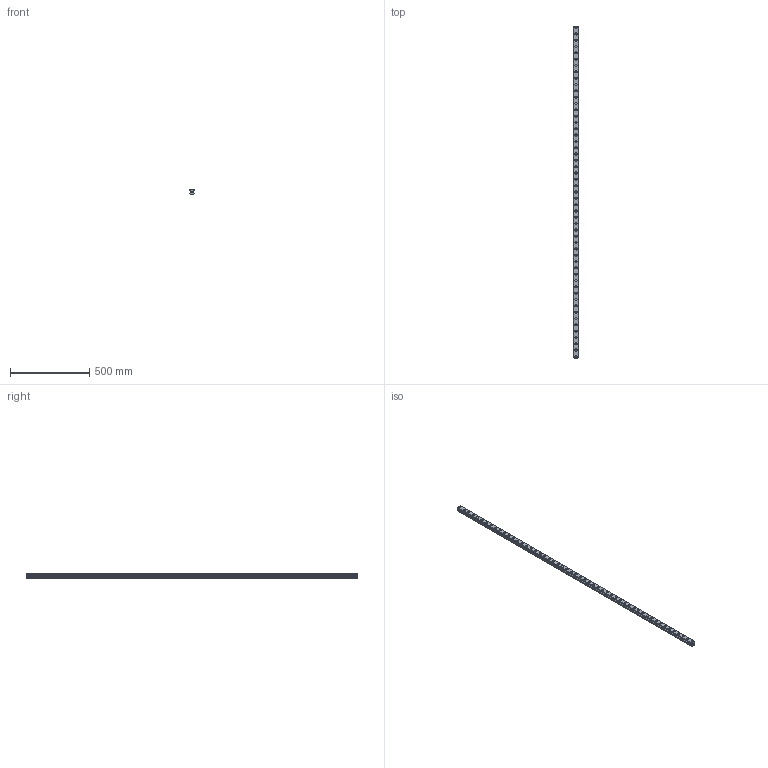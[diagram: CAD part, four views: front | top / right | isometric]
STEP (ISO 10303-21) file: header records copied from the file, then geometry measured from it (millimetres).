
FILE_DESCRIPTION(('STEP AP214'),'1');
FILE_NAME('cctmp_1983148A-ADFB-4774-AD64-14009248AB36_2021_03_11_11_42_24_0548..stp','2021-03-11T10:42:24',('HIWIN GmbH'),('CADClick - www.CADClick.com'),'Spatial InterOp 3D',' ','unknown authorization');
FILE_SCHEMA(('AUTOMOTIVE_DESIGN'));
Length unit declared in the file: millimetre
Products named in the file (1): RGR30R2100H_FILE
Bounding box: 28 x 2100 x 28 mm (x, y, z)
Volume: 1203774.1 mm3; surface area: 312405.5 mm2
Topology: 1 solids, 1 shells, 592 faces, 1281 edges, 854 vertices
Faces by surface type: cylinder 336, plane 256
Entity records: 21177 total; most frequent: DIRECTION 3139, CARTESIAN_POINT 2728, ORIENTED_EDGE 2562, EDGE_CURVE 1281, AXIS2_PLACEMENT_3D 1265, VERTEX_POINT 854, EDGE_LOOP 755, CIRCLE 672
